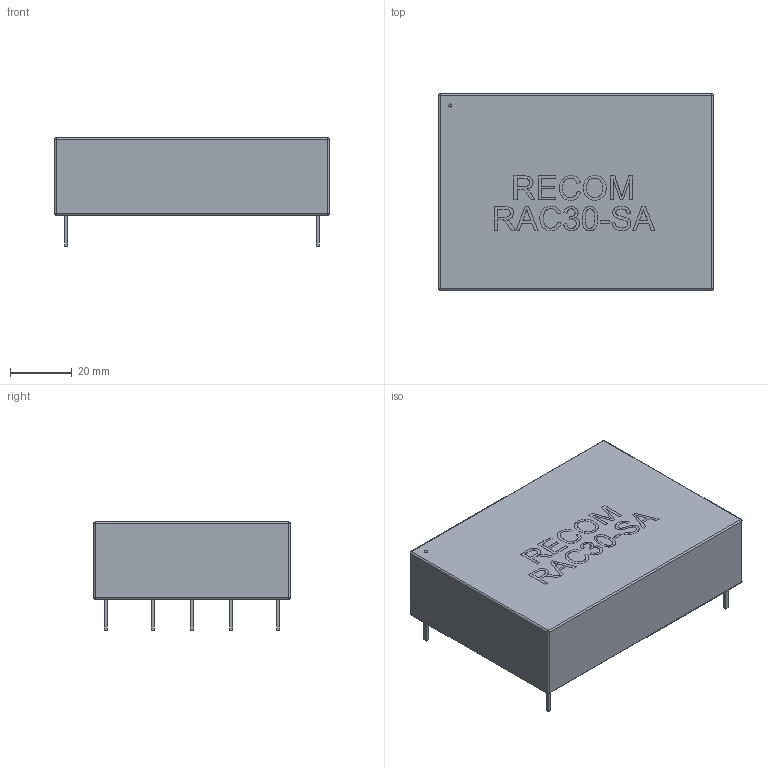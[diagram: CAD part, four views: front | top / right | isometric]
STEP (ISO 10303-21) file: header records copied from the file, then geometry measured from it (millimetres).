
FILE_DESCRIPTION( ( 'Unknown' ), '1' );
FILE_NAME( 'RAC30-SA.stp', 'Unknown', ( 'Unknown' ), ( 'Unknown' ), 'XStep 1.0', 'Unknown', ' ' );
FILE_SCHEMA( ( 'automotive_design' ) );
Length unit declared in the file: millimetre
Products named in the file (1): 1
Bounding box: 89 x 63.5 x 35 mm (x, y, z)
Volume: 141317 mm3; surface area: 19066.7 mm2
Topology: 1 solids, 1 shells, 174 faces, 419 edges, 266 vertices
Faces by surface type: plane 125, extrusion 28, cylinder 13, sphere 8
Full cylindrical faces by diameter (mm): 1 x1
Entity records: 7759 total; most frequent: CARTESIAN_POINT 2702, ORIENTED_EDGE 812, DIRECTION 570, EDGE_CURVE 406, VERTEX_POINT 266, VECTOR 224, B_SPLINE_CURVE_WITH_KNOTS 212, EDGE_LOOP 206
